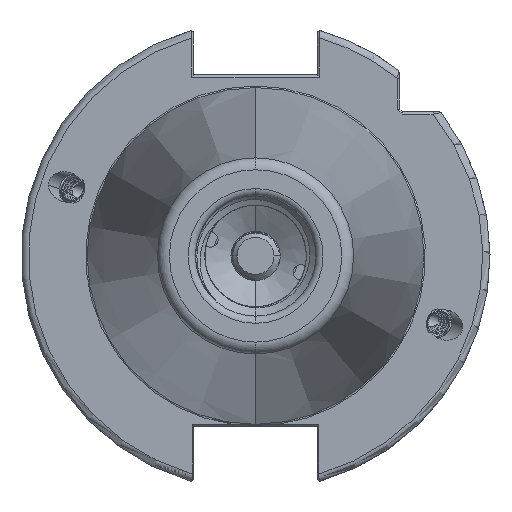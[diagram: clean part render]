
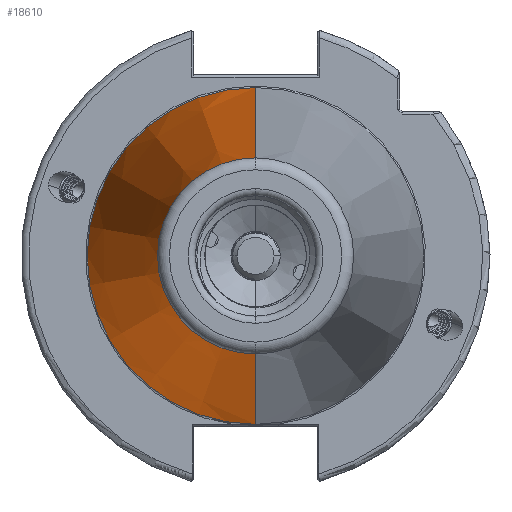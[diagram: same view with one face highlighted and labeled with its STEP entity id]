
A CAD part, left-side view. The second image highlights one B-rep face of the part: STEP entity #18610.
In plain terms, the highlighted conical face has half-angle 8.297 degrees and reference radius 35.392 mm.
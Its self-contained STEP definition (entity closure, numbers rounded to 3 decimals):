
#2668 = VERTEX_POINT ( 'NONE', #38526 ) ;
#2690 = VERTEX_POINT ( 'NONE', #38539 ) ;
#2696 = VERTEX_POINT ( 'NONE', #38557 ) ;
#2717 = VERTEX_POINT ( 'NONE', #38578 ) ;
#2724 = VERTEX_POINT ( 'NONE', #38566 ) ;
#8582 = EDGE_LOOP ( 'NONE', ( #15653, #15656, #15668, #39606, #15641 ) ) ;
#9413 = EDGE_CURVE ( 'NONE', #2717, #2690, #14894, .T. ) ;
#9473 = EDGE_CURVE ( 'NONE', #2696, #2717, #14977, .T. ) ;
#9497 = EDGE_CURVE ( 'NONE', #2668, #2690, #14974, .T. ) ;
#9498 = EDGE_CURVE ( 'NONE', #2724, #2696, #14947, .T. ) ;
#9510 = EDGE_CURVE ( 'NONE', #2724, #2668, #14929, .T. ) ;
#11547 = CARTESIAN_POINT ( 'NONE',  ( 0., 0., 0. ) ) ;
#11554 = DIRECTION ( 'NONE',  ( 0., 0., -1. ) ) ;
#11584 = DIRECTION ( 'NONE',  ( 1., 0., 0. ) ) ;
#14894 = CIRCLE ( 'NONE', #16105, 35.027 ) ;
#14929 = CIRCLE ( 'NONE', #15703, 20.399 ) ;
#14944 = VECTOR ( 'NONE', #37177, 1000. ) ;
#14947 = LINE ( 'NONE', #37213, #14955 ) ;
#14955 = VECTOR ( 'NONE', #37185, 1000. ) ;
#14974 = LINE ( 'NONE', #37203, #14944 ) ;
#14977 = CIRCLE ( 'NONE', #16110, 35.027 ) ;
#15641 = ORIENTED_EDGE ( 'NONE', *, *, #9498, .F. ) ;
#15653 = ORIENTED_EDGE ( 'NONE', *, *, #9510, .T. ) ;
#15656 = ORIENTED_EDGE ( 'NONE', *, *, #9497, .T. ) ;
#15668 = ORIENTED_EDGE ( 'NONE', *, *, #9413, .F. ) ;
#15703 = AXIS2_PLACEMENT_3D ( 'NONE', #37230, #37217, #37251 ) ;
#15885 = AXIS2_PLACEMENT_3D ( 'NONE', #11547, #11584, #11554 ) ;
#16105 = AXIS2_PLACEMENT_3D ( 'NONE', #36544, #36546, #36566 ) ;
#16110 = AXIS2_PLACEMENT_3D ( 'NONE', #37044, #37070, #37045 ) ;
#18610 = ADVANCED_FACE ( 'NONE', ( #38061 ), #38088, .T. ) ;
#36544 = CARTESIAN_POINT ( 'NONE',  ( -2.5, 0., 0. ) ) ;
#36546 = DIRECTION ( 'NONE',  ( 1., 0., 0. ) ) ;
#36566 = DIRECTION ( 'NONE',  ( 0., 1., 0. ) ) ;
#37044 = CARTESIAN_POINT ( 'NONE',  ( -2.5, 0., 0. ) ) ;
#37045 = DIRECTION ( 'NONE',  ( 0., 1., 0. ) ) ;
#37070 = DIRECTION ( 'NONE',  ( 1., 0., 0. ) ) ;
#37177 = DIRECTION ( 'NONE',  ( 0.99, 0., 0.144 ) ) ;
#37185 = DIRECTION ( 'NONE',  ( 0.99, 0., -0.144 ) ) ;
#37203 = CARTESIAN_POINT ( 'NONE',  ( 0., 0., 35.392 ) ) ;
#37213 = CARTESIAN_POINT ( 'NONE',  ( 0., 0., -35.392 ) ) ;
#37217 = DIRECTION ( 'NONE',  ( 1., 0., 0. ) ) ;
#37230 = CARTESIAN_POINT ( 'NONE',  ( -102.811, 0., 0. ) ) ;
#37251 = DIRECTION ( 'NONE',  ( 0., 0., 1. ) ) ;
#38061 = FACE_OUTER_BOUND ( 'NONE', #8582, .T. ) ;
#38088 = CONICAL_SURFACE ( 'NONE', #15885, 35.392, 0.145 ) ;
#38526 = CARTESIAN_POINT ( 'NONE',  ( -102.811, 0., 20.399 ) ) ;
#38539 = CARTESIAN_POINT ( 'NONE',  ( -2.5, 0., 35.027 ) ) ;
#38557 = CARTESIAN_POINT ( 'NONE',  ( -2.5, 0., -35.027 ) ) ;
#38566 = CARTESIAN_POINT ( 'NONE',  ( -102.811, 0., -20.399 ) ) ;
#38578 = CARTESIAN_POINT ( 'NONE',  ( -2.5, 35.027, 0. ) ) ;
#39606 = ORIENTED_EDGE ( 'NONE', *, *, #9473, .F. ) ;
